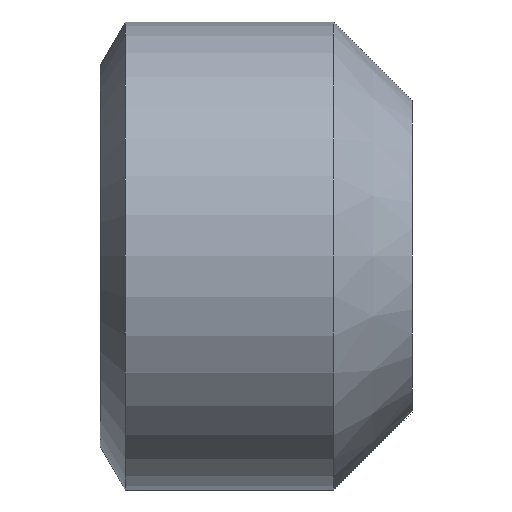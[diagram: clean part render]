
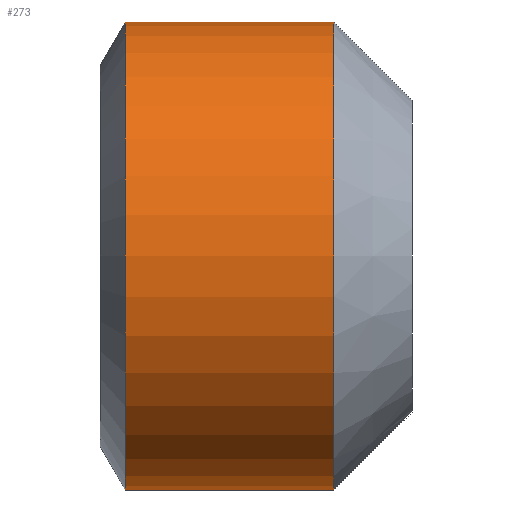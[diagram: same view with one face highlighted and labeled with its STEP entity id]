
A CAD part, front view. The second image highlights one B-rep face of the part: STEP entity #273.
In plain terms, the highlighted cylindrical face has radius 1.5 mm (diameter 3 mm), a partial arc.
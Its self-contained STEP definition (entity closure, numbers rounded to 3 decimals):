
#1 = VERTEX_POINT ( 'NONE', #247 ) ;
#8 = VECTOR ( 'NONE', #246, 1000. ) ;
#24 = CARTESIAN_POINT ( 'NONE',  ( 0.162, 0., -1.5 ) ) ;
#27 = FACE_OUTER_BOUND ( 'NONE', #156, .T. ) ;
#57 = DIRECTION ( 'NONE',  ( -1., 0., 0. ) ) ;
#66 = EDGE_CURVE ( 'NONE', #127, #328, #82, .T. ) ;
#82 = LINE ( 'NONE', #212, #8 ) ;
#113 = EDGE_CURVE ( 'NONE', #127, #1, #268, .T. ) ;
#127 = VERTEX_POINT ( 'NONE', #255 ) ;
#136 = AXIS2_PLACEMENT_3D ( 'NONE', #179, #147, #394 ) ;
#147 = DIRECTION ( 'NONE',  ( -1., 0., 0. ) ) ;
#148 = AXIS2_PLACEMENT_3D ( 'NONE', #235, #404, #400 ) ;
#156 = EDGE_LOOP ( 'NONE', ( #269, #262, #169, #171 ) ) ;
#162 = CARTESIAN_POINT ( 'NONE',  ( 0.162, 0., 1.5 ) ) ;
#167 = CYLINDRICAL_SURFACE ( 'NONE', #316, 1.5 ) ;
#169 = ORIENTED_EDGE ( 'NONE', *, *, #266, .T. ) ;
#171 = ORIENTED_EDGE ( 'NONE', *, *, #206, .F. ) ;
#179 = CARTESIAN_POINT ( 'NONE',  ( 1.5, 0., 0. ) ) ;
#191 = CARTESIAN_POINT ( 'NONE',  ( -12.7, 0., 0. ) ) ;
#206 = EDGE_CURVE ( 'NONE', #328, #301, #414, .T. ) ;
#212 = CARTESIAN_POINT ( 'NONE',  ( -12.7, 0., -1.5 ) ) ;
#222 = DIRECTION ( 'NONE',  ( -1., 0., 0. ) ) ;
#235 = CARTESIAN_POINT ( 'NONE',  ( 0.162, 0., 0. ) ) ;
#246 = DIRECTION ( 'NONE',  ( -1., 0., 0. ) ) ;
#247 = CARTESIAN_POINT ( 'NONE',  ( 1.5, 0., 1.5 ) ) ;
#255 = CARTESIAN_POINT ( 'NONE',  ( 1.5, 0., -1.5 ) ) ;
#262 = ORIENTED_EDGE ( 'NONE', *, *, #113, .T. ) ;
#266 = EDGE_CURVE ( 'NONE', #1, #301, #340, .T. ) ;
#268 = CIRCLE ( 'NONE', #136, 1.5 ) ;
#269 = ORIENTED_EDGE ( 'NONE', *, *, #66, .F. ) ;
#273 = ADVANCED_FACE ( 'NONE', ( #27 ), #167, .T. ) ;
#274 = VECTOR ( 'NONE', #57, 1000. ) ;
#301 = VERTEX_POINT ( 'NONE', #162 ) ;
#316 = AXIS2_PLACEMENT_3D ( 'NONE', #191, #222, #374 ) ;
#328 = VERTEX_POINT ( 'NONE', #24 ) ;
#333 = CARTESIAN_POINT ( 'NONE',  ( -12.7, 0., 1.5 ) ) ;
#340 = LINE ( 'NONE', #333, #274 ) ;
#374 = DIRECTION ( 'NONE',  ( 0., 0., 1. ) ) ;
#394 = DIRECTION ( 'NONE',  ( 0., 0., 1. ) ) ;
#400 = DIRECTION ( 'NONE',  ( 0., 0., 1. ) ) ;
#404 = DIRECTION ( 'NONE',  ( -1., 0., 0. ) ) ;
#414 = CIRCLE ( 'NONE', #148, 1.5 ) ;
